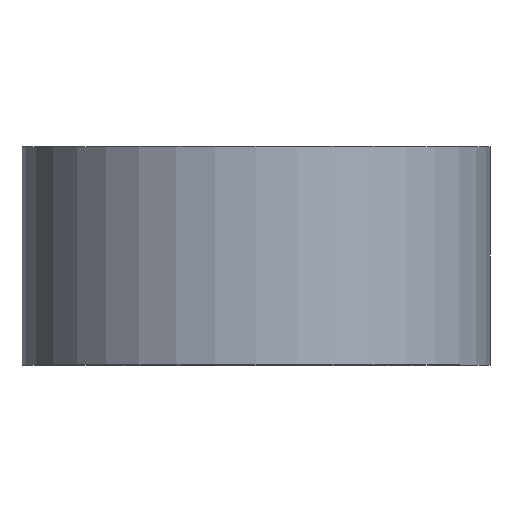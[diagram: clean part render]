
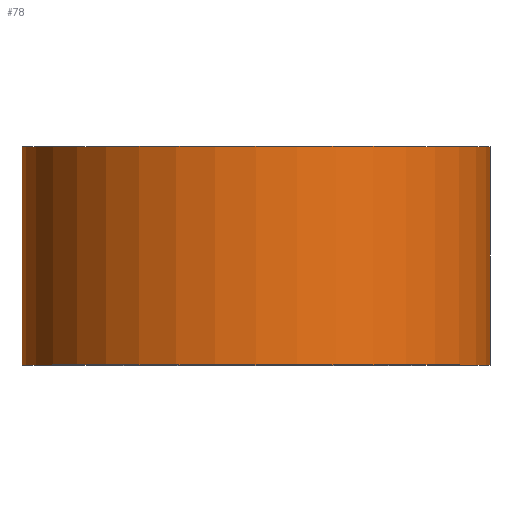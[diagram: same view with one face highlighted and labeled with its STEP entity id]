
A CAD part, top view. The second image highlights one B-rep face of the part: STEP entity #78.
In plain terms, the highlighted cylindrical face has radius 30 mm (diameter 60 mm), a full revolution.
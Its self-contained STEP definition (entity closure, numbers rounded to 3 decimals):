
#9 = CARTESIAN_POINT ( 'NONE',  ( 0., -14., 30. ) ) ;
#18 = CIRCLE ( 'NONE', #94, 30. ) ;
#19 = DIRECTION ( 'NONE',  ( 0., 0., 1. ) ) ;
#21 = EDGE_LOOP ( 'NONE', ( #59 ) ) ;
#23 = CIRCLE ( 'NONE', #83, 30. ) ;
#24 = DIRECTION ( 'NONE',  ( 0., 1., 0. ) ) ;
#28 = CARTESIAN_POINT ( 'NONE',  ( 0., -14., 0. ) ) ;
#31 = CARTESIAN_POINT ( 'NONE',  ( 0., 14., 30. ) ) ;
#34 = CYLINDRICAL_SURFACE ( 'NONE', #64, 30. ) ;
#39 = EDGE_CURVE ( 'NONE', #51, #51, #18, .T. ) ;
#46 = CARTESIAN_POINT ( 'NONE',  ( 0., 14., 0. ) ) ;
#51 = VERTEX_POINT ( 'NONE', #9 ) ;
#59 = ORIENTED_EDGE ( 'NONE', *, *, #95, .F. ) ;
#63 = CARTESIAN_POINT ( 'NONE',  ( 0., 14., 0. ) ) ;
#64 = AXIS2_PLACEMENT_3D ( 'NONE', #63, #87, #119 ) ;
#66 = FACE_OUTER_BOUND ( 'NONE', #71, .T. ) ;
#69 = DIRECTION ( 'NONE',  ( 0., 0., 1. ) ) ;
#71 = EDGE_LOOP ( 'NONE', ( #75 ) ) ;
#75 = ORIENTED_EDGE ( 'NONE', *, *, #39, .T. ) ;
#77 = DIRECTION ( 'NONE',  ( 0., 1., 0. ) ) ;
#78 = ADVANCED_FACE ( 'NONE', ( #117, #66 ), #34, .T. ) ;
#83 = AXIS2_PLACEMENT_3D ( 'NONE', #46, #24, #69 ) ;
#87 = DIRECTION ( 'NONE',  ( 0., -1., 0. ) ) ;
#92 = VERTEX_POINT ( 'NONE', #31 ) ;
#94 = AXIS2_PLACEMENT_3D ( 'NONE', #28, #77, #19 ) ;
#95 = EDGE_CURVE ( 'NONE', #92, #92, #23, .T. ) ;
#117 = FACE_OUTER_BOUND ( 'NONE', #21, .T. ) ;
#119 = DIRECTION ( 'NONE',  ( 0., 0., -1. ) ) ;
